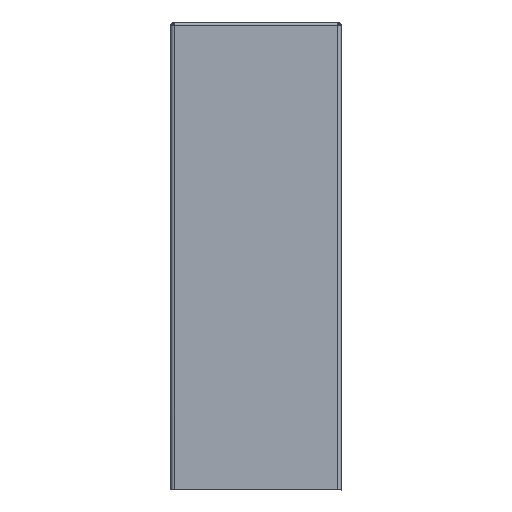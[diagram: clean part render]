
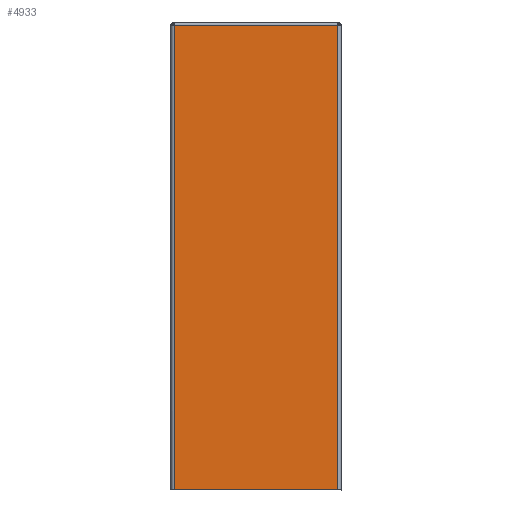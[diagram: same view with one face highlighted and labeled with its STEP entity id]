
A CAD part, top view. The second image highlights one B-rep face of the part: STEP entity #4933.
In plain terms, the highlighted face is planar.
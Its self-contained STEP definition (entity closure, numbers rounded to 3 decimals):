
#170 = VECTOR ( 'NONE', #717, 1000. ) ;
#178 = ORIENTED_EDGE ( 'NONE', *, *, #6608, .T. ) ;
#299 = CARTESIAN_POINT ( 'NONE',  ( 986.796, 67.777, -1679.728 ) ) ;
#717 = DIRECTION ( 'NONE',  ( 0., 0., -1. ) ) ;
#761 = CARTESIAN_POINT ( 'NONE',  ( 958.357, 67.777, -1460.985 ) ) ;
#805 = VECTOR ( 'NONE', #1737, 1000. ) ;
#812 = ORIENTED_EDGE ( 'NONE', *, *, #6693, .F. ) ;
#821 = DIRECTION ( 'NONE',  ( -1., 0., 0. ) ) ;
#1207 = CARTESIAN_POINT ( 'NONE',  ( 986.796, 67.777, -1679.425 ) ) ;
#1391 = CARTESIAN_POINT ( 'NONE',  ( 1005.246, 67.777, -1460.985 ) ) ;
#1680 = ORIENTED_EDGE ( 'NONE', *, *, #4246, .T. ) ;
#1737 = DIRECTION ( 'NONE',  ( -1., 0., 0. ) ) ;
#1998 = CARTESIAN_POINT ( 'NONE',  ( 1005.246, 67.777, -1679.425 ) ) ;
#2138 = EDGE_CURVE ( 'NONE', #5745, #4066, #5031, .T. ) ;
#2375 = LINE ( 'NONE', #1207, #805 ) ;
#2753 = CARTESIAN_POINT ( 'NONE',  ( 928.346, 67.777, -1679.425 ) ) ;
#3409 = PLANE ( 'NONE',  #4098 ) ;
#3630 = VECTOR ( 'NONE', #4432, 1000. ) ;
#3865 = CARTESIAN_POINT ( 'NONE',  ( 928.346, 67.777, -1679.425 ) ) ;
#3977 = DIRECTION ( 'NONE',  ( 0., 1., 0. ) ) ;
#4066 = VERTEX_POINT ( 'NONE', #4635 ) ;
#4098 = AXIS2_PLACEMENT_3D ( 'NONE', #299, #3977, #821 ) ;
#4197 = LINE ( 'NONE', #4327, #5419 ) ;
#4200 = VERTEX_POINT ( 'NONE', #2753 ) ;
#4246 = EDGE_CURVE ( 'NONE', #4540, #4200, #2375, .T. ) ;
#4327 = CARTESIAN_POINT ( 'NONE',  ( 1005.246, 67.777, -1679.728 ) ) ;
#4406 = FACE_OUTER_BOUND ( 'NONE', #4538, .T. ) ;
#4432 = DIRECTION ( 'NONE',  ( -1., 0., 0. ) ) ;
#4538 = EDGE_LOOP ( 'NONE', ( #5517, #178, #1680, #812 ) ) ;
#4540 = VERTEX_POINT ( 'NONE', #1998 ) ;
#4635 = CARTESIAN_POINT ( 'NONE',  ( 928.346, 67.777, -1460.985 ) ) ;
#4933 = ADVANCED_FACE ( 'NONE', ( #4406 ), #3409, .T. ) ;
#5031 = LINE ( 'NONE', #761, #3630 ) ;
#5389 = DIRECTION ( 'NONE',  ( 0., 0., -1. ) ) ;
#5419 = VECTOR ( 'NONE', #5389, 1000. ) ;
#5517 = ORIENTED_EDGE ( 'NONE', *, *, #2138, .F. ) ;
#5745 = VERTEX_POINT ( 'NONE', #1391 ) ;
#6608 = EDGE_CURVE ( 'NONE', #5745, #4540, #4197, .T. ) ;
#6644 = LINE ( 'NONE', #3865, #170 ) ;
#6693 = EDGE_CURVE ( 'NONE', #4066, #4200, #6644, .T. ) ;
